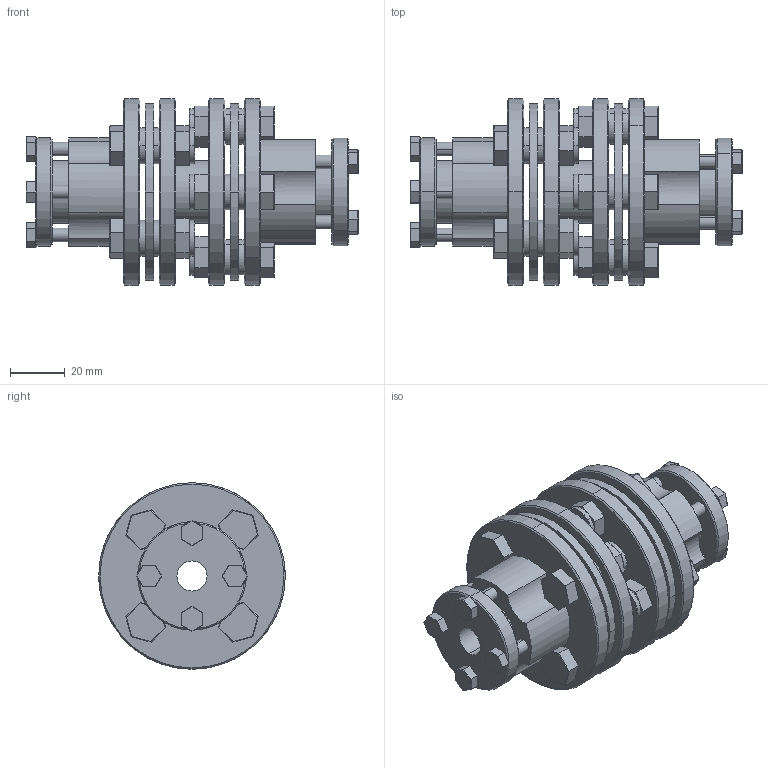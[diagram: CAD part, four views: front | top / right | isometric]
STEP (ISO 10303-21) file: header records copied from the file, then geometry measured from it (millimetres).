
FILE_DESCRIPTION (( 'STEP AP203' ), '1' );
FILE_NAME ('CL9-68_Double.step', '2011-08-10T07:34:47', ( '' ), ( '' ), 'SwSTEP 2.0', 'SolidWorks 2010', '' );
FILE_SCHEMA (( 'CONFIG_CONTROL_DESIGN' ));
Length unit declared in the file: millimetre
Products named in the file (1): CL9-68_Double
Bounding box: 121 x 68 x 68 mm (x, y, z)
Volume: 185397.7 mm3; surface area: 63380.6 mm2
Topology: 1 solids, 1 shells, 664 faces, 1718 edges, 984 vertices
Faces by surface type: plane 258, cylinder 214, bspline 96, torus 72, cone 24
Entity records: 26163 total; most frequent: CARTESIAN_POINT 10871, ORIENTED_EDGE 3244, DIRECTION 3064, EDGE_CURVE 1622, AXIS2_PLACEMENT_3D 1097, VERTEX_POINT 984, LINE 870, VECTOR 870
